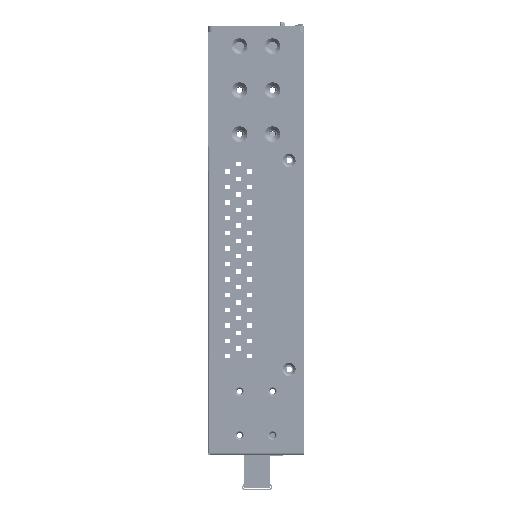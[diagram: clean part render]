
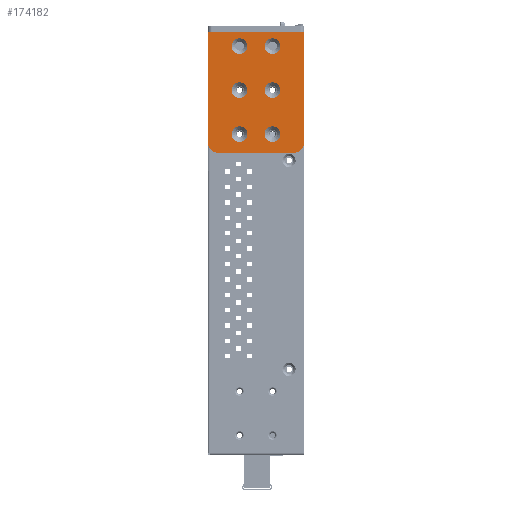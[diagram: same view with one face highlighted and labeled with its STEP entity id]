
A CAD part, left-side view. The second image highlights one B-rep face of the part: STEP entity #174182.
In plain terms, the highlighted planar face has unit normal (-1, 0, 0).
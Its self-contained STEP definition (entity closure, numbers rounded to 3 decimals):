
#173421=DIRECTION('',(0.,-1.,0.));
#173422=VECTOR('',#173421,34.);
#173423=CARTESIAN_POINT('',(-222.5,39.,137.5));
#173424=LINE('',#173423,#173422);
#173425=CARTESIAN_POINT('',(-222.5,39.,142.5));
#173426=DIRECTION('',(-1.,0.,0.));
#173427=DIRECTION('',(0.,1.,0.));
#173428=AXIS2_PLACEMENT_3D('',#173425,#173426,#173427);
#173430=DIRECTION('',(0.,0.,-1.));
#173431=VECTOR('',#173430,50.);
#173432=CARTESIAN_POINT('',(-222.5,44.,192.5));
#173433=LINE('',#173432,#173431);
#173434=DIRECTION('',(0.,1.,0.));
#173435=VECTOR('',#173434,44.);
#173436=CARTESIAN_POINT('',(-222.5,0.,192.5));
#173437=LINE('',#173436,#173435);
#173438=DIRECTION('',(0.,0.,1.));
#173439=VECTOR('',#173438,50.);
#173440=CARTESIAN_POINT('',(-222.5,0.,142.5));
#173441=LINE('',#173440,#173439);
#173442=CARTESIAN_POINT('',(-222.5,5.,142.5));
#173443=DIRECTION('',(-1.,0.,0.));
#173444=DIRECTION('',(0.,0.,-1.));
#173445=AXIS2_PLACEMENT_3D('',#173442,#173443,#173444);
#173447=CARTESIAN_POINT('',(-222.5,29.5,146.));
#173448=DIRECTION('',(1.,0.,0.));
#173449=DIRECTION('',(0.,0.,-1.));
#173450=AXIS2_PLACEMENT_3D('',#173447,#173448,#173449);
#173452=CARTESIAN_POINT('',(-222.5,29.5,146.));
#173453=DIRECTION('',(1.,0.,0.));
#173454=DIRECTION('',(0.,0.,1.));
#173455=AXIS2_PLACEMENT_3D('',#173452,#173453,#173454);
#173457=CARTESIAN_POINT('',(-222.5,14.5,146.));
#173458=DIRECTION('',(1.,0.,0.));
#173459=DIRECTION('',(0.,0.,-1.));
#173460=AXIS2_PLACEMENT_3D('',#173457,#173458,#173459);
#173462=CARTESIAN_POINT('',(-222.5,14.5,146.));
#173463=DIRECTION('',(1.,0.,0.));
#173464=DIRECTION('',(0.,0.,1.));
#173465=AXIS2_PLACEMENT_3D('',#173462,#173463,#173464);
#173467=CARTESIAN_POINT('',(-222.5,14.5,166.));
#173468=DIRECTION('',(1.,0.,0.));
#173469=DIRECTION('',(0.,0.,-1.));
#173470=AXIS2_PLACEMENT_3D('',#173467,#173468,#173469);
#173472=CARTESIAN_POINT('',(-222.5,14.5,166.));
#173473=DIRECTION('',(1.,0.,0.));
#173474=DIRECTION('',(0.,0.,1.));
#173475=AXIS2_PLACEMENT_3D('',#173472,#173473,#173474);
#173477=CARTESIAN_POINT('',(-222.5,29.5,166.));
#173478=DIRECTION('',(1.,0.,0.));
#173479=DIRECTION('',(0.,0.,-1.));
#173480=AXIS2_PLACEMENT_3D('',#173477,#173478,#173479);
#173482=CARTESIAN_POINT('',(-222.5,29.5,166.));
#173483=DIRECTION('',(1.,0.,0.));
#173484=DIRECTION('',(0.,0.,1.));
#173485=AXIS2_PLACEMENT_3D('',#173482,#173483,#173484);
#173487=CARTESIAN_POINT('',(-222.5,29.5,186.));
#173488=DIRECTION('',(1.,0.,0.));
#173489=DIRECTION('',(0.,0.,-1.));
#173490=AXIS2_PLACEMENT_3D('',#173487,#173488,#173489);
#173492=CARTESIAN_POINT('',(-222.5,29.5,186.));
#173493=DIRECTION('',(1.,0.,0.));
#173494=DIRECTION('',(0.,0.,1.));
#173495=AXIS2_PLACEMENT_3D('',#173492,#173493,#173494);
#173497=CARTESIAN_POINT('',(-222.5,14.5,186.));
#173498=DIRECTION('',(1.,0.,0.));
#173499=DIRECTION('',(0.,0.,-1.));
#173500=AXIS2_PLACEMENT_3D('',#173497,#173498,#173499);
#173502=CARTESIAN_POINT('',(-222.5,14.5,186.));
#173503=DIRECTION('',(1.,0.,0.));
#173504=DIRECTION('',(0.,0.,1.));
#173505=AXIS2_PLACEMENT_3D('',#173502,#173503,#173504);
#173778=CARTESIAN_POINT('',(-222.5,44.,192.5));
#173779=VERTEX_POINT('',#173778);
#173792=CARTESIAN_POINT('',(-222.5,0.,192.5));
#173793=VERTEX_POINT('',#173792);
#173806=CARTESIAN_POINT('',(-222.5,44.,142.5));
#173807=VERTEX_POINT('',#173806);
#173820=CARTESIAN_POINT('',(-222.5,0.,142.5));
#173821=VERTEX_POINT('',#173820);
#173824=CARTESIAN_POINT('',(-222.5,39.,137.5));
#173825=VERTEX_POINT('',#173824);
#173832=CARTESIAN_POINT('',(-222.5,5.,137.5));
#173833=VERTEX_POINT('',#173832);
#173840=CARTESIAN_POINT('',(-222.5,29.5,142.4));
#173841=CARTESIAN_POINT('',(-222.5,29.5,149.6));
#173842=VERTEX_POINT('',#173840);
#173843=VERTEX_POINT('',#173841);
#173852=CARTESIAN_POINT('',(-222.5,14.5,142.4));
#173853=CARTESIAN_POINT('',(-222.5,14.5,149.6));
#173854=VERTEX_POINT('',#173852);
#173855=VERTEX_POINT('',#173853);
#173864=CARTESIAN_POINT('',(-222.5,14.5,162.4));
#173865=CARTESIAN_POINT('',(-222.5,14.5,169.6));
#173866=VERTEX_POINT('',#173864);
#173867=VERTEX_POINT('',#173865);
#173880=CARTESIAN_POINT('',(-222.5,14.5,182.4));
#173881=VERTEX_POINT('',#173880);
#173882=CARTESIAN_POINT('',(-222.5,29.5,162.4));
#173883=CARTESIAN_POINT('',(-222.5,29.5,169.6));
#173884=VERTEX_POINT('',#173882);
#173885=VERTEX_POINT('',#173883);
#173894=CARTESIAN_POINT('',(-222.5,14.5,
189.6));
#173895=VERTEX_POINT('',#173894);
#173896=CARTESIAN_POINT('',(-222.5,29.5,182.4));
#173897=CARTESIAN_POINT('',(-222.5,29.5,189.6));
#173898=VERTEX_POINT('',#173896);
#173899=VERTEX_POINT('',#173897);
#174130=CARTESIAN_POINT('',(-222.5,0.,192.5));
#174131=DIRECTION('',(1.,0.,0.));
#174132=DIRECTION('',(0.,-1.,0.));
#174133=AXIS2_PLACEMENT_3D('',#174130,#174131,#174132);
#174134=PLANE('',#174133);
#174136=ORIENTED_EDGE('',*,*,#174135,.F.);
#174138=ORIENTED_EDGE('',*,*,#174137,.F.);
#174139=ORIENTED_EDGE('',*,*,#174120,.F.);
#174140=ORIENTED_EDGE('',*,*,#173970,.F.);
#174141=ORIENTED_EDGE('',*,*,#174054,.F.);
#174143=ORIENTED_EDGE('',*,*,#174142,.F.);
#174144=EDGE_LOOP('',(#174136,#174138,#174139,#174140,#174141,#174143));
#174145=FACE_OUTER_BOUND('',#174144,.F.);
#174147=ORIENTED_EDGE('',*,*,#174146,.F.);
#174149=ORIENTED_EDGE('',*,*,#174148,.F.);
#174150=EDGE_LOOP('',(#174147,#174149));
#174151=FACE_BOUND('',#174150,.F.);
#174153=ORIENTED_EDGE('',*,*,#174152,.F.);
#174155=ORIENTED_EDGE('',*,*,#174154,.F.);
#174156=EDGE_LOOP('',(#174153,#174155));
#174157=FACE_BOUND('',#174156,.F.);
#174159=ORIENTED_EDGE('',*,*,#174158,.F.);
#174161=ORIENTED_EDGE('',*,*,#174160,.F.);
#174162=EDGE_LOOP('',(#174159,#174161));
#174163=FACE_BOUND('',#174162,.F.);
#174165=ORIENTED_EDGE('',*,*,#174164,.F.);
#174167=ORIENTED_EDGE('',*,*,#174166,.F.);
#174168=EDGE_LOOP('',(#174165,#174167));
#174169=FACE_BOUND('',#174168,.F.);
#174171=ORIENTED_EDGE('',*,*,#174170,.F.);
#174173=ORIENTED_EDGE('',*,*,#174172,.F.);
#174174=EDGE_LOOP('',(#174171,#174173));
#174175=FACE_BOUND('',#174174,.F.);
#174177=ORIENTED_EDGE('',*,*,#174176,.F.);
#174179=ORIENTED_EDGE('',*,*,#174178,.F.);
#174180=EDGE_LOOP('',(#174177,#174179));
#174181=FACE_BOUND('',#174180,.F.);
#174182=ADVANCED_FACE('',(#174145,#174151,#174157,#174163,#174169,#174175,
#174181),#174134,.F.);
#173429=CIRCLE('',#173428,5.);
#173446=CIRCLE('',#173445,5.);
#173451=CIRCLE('',#173450,3.6);
#173456=CIRCLE('',#173455,3.6);
#173461=CIRCLE('',#173460,3.6);
#173466=CIRCLE('',#173465,3.6);
#173471=CIRCLE('',#173470,3.6);
#173476=CIRCLE('',#173475,3.6);
#173481=CIRCLE('',#173480,3.6);
#173486=CIRCLE('',#173485,3.6);
#173491=CIRCLE('',#173490,3.6);
#173496=CIRCLE('',#173495,3.6);
#173501=CIRCLE('',#173500,3.6);
#173506=CIRCLE('',#173505,3.6);
#173970=EDGE_CURVE('',#173793,#173779,#173437,.T.);
#174054=EDGE_CURVE('',#173821,#173793,#173441,.T.);
#174120=EDGE_CURVE('',#173779,#173807,#173433,.T.);
#174135=EDGE_CURVE('',#173825,#173833,#173424,.T.);
#174137=EDGE_CURVE('',#173807,#173825,#173429,.T.);
#174142=EDGE_CURVE('',#173833,#173821,#173446,.T.);
#174146=EDGE_CURVE('',#173842,#173843,#173451,.T.);
#174148=EDGE_CURVE('',#173843,#173842,#173456,.T.);
#174152=EDGE_CURVE('',#173854,#173855,#173461,.T.);
#174154=EDGE_CURVE('',#173855,#173854,#173466,.T.);
#174158=EDGE_CURVE('',#173866,#173867,#173471,.T.);
#174160=EDGE_CURVE('',#173867,#173866,#173476,.T.);
#174164=EDGE_CURVE('',#173884,#173885,#173481,.T.);
#174166=EDGE_CURVE('',#173885,#173884,#173486,.T.);
#174170=EDGE_CURVE('',#173898,#173899,#173491,.T.);
#174172=EDGE_CURVE('',#173899,#173898,#173496,.T.);
#174176=EDGE_CURVE('',#173881,#173895,#173501,.T.);
#174178=EDGE_CURVE('',#173895,#173881,#173506,.T.);
